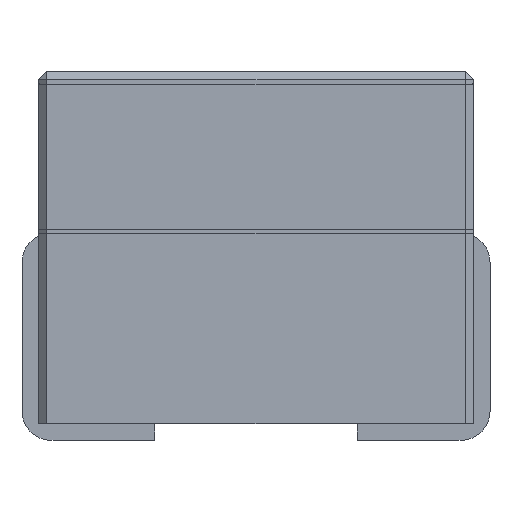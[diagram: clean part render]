
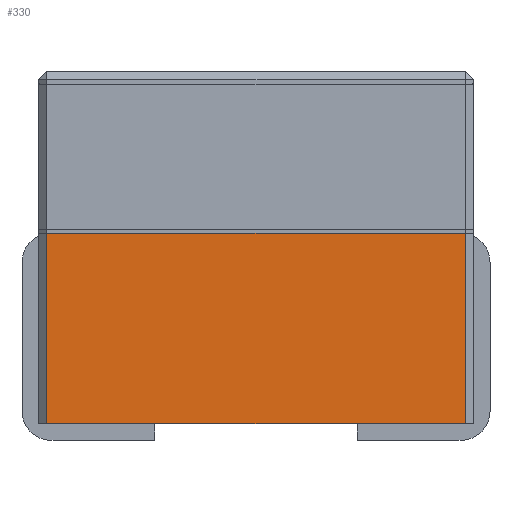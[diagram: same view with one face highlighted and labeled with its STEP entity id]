
A CAD part, front view. The second image highlights one B-rep face of the part: STEP entity #330.
In plain terms, the highlighted planar face has unit normal (0, -1, 0).
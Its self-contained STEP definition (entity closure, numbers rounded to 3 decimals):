
#330 = ADVANCED_FACE( '', ( #689 ), #690, .T. );
#689 = FACE_OUTER_BOUND( '', #1076, .T. );
#690 = PLANE( '', #1077 );
#1076 = EDGE_LOOP( '', ( #1533, #1534, #1535, #1536 ) );
#1077 = AXIS2_PLACEMENT_3D( '', #1537, #1538, #1539 );
#1533 = ORIENTED_EDGE( '', *, *, #2957, .T. );
#1534 = ORIENTED_EDGE( '', *, *, #2958, .T. );
#1535 = ORIENTED_EDGE( '', *, *, #2955, .F. );
#1536 = ORIENTED_EDGE( '', *, *, #2959, .T. );
#1537 = CARTESIAN_POINT( '', ( -5.25, -5.5, -4.6 ) );
#1538 = DIRECTION( '', ( 0., -1., 0. ) );
#1539 = DIRECTION( '', ( 0., 0., -1. ) );
#2955 = EDGE_CURVE( '', #3419, #3421, #3422, .T. );
#2957 = EDGE_CURVE( '', #3424, #3425, #3426, .T. );
#2958 = EDGE_CURVE( '', #3425, #3421, #3427, .T. );
#2959 = EDGE_CURVE( '', #3419, #3424, #3428, .T. );
#3419 = VERTEX_POINT( '', #4021 );
#3421 = VERTEX_POINT( '', #4024 );
#3422 = LINE( '', #4025, #4026 );
#3424 = VERTEX_POINT( '', #4029 );
#3425 = VERTEX_POINT( '', #4030 );
#3426 = LINE( '', #4031, #4032 );
#3427 = LINE( '', #4033, #4034 );
#3428 = LINE( '', #4035, #4036 );
#4021 = CARTESIAN_POINT( '', ( -5.05, -5.5, 0. ) );
#4024 = CARTESIAN_POINT( '', ( 5.05, -5.5, 0. ) );
#4025 = CARTESIAN_POINT( '', ( -5.25, -5.5, 0. ) );
#4026 = VECTOR( '', #5247, 1000. );
#4029 = CARTESIAN_POINT( '', ( -5.05, -5.5, -4.6 ) );
#4030 = CARTESIAN_POINT( '', ( 5.05, -5.5, -4.6 ) );
#4031 = CARTESIAN_POINT( '', ( -5.25, -5.5, -4.6 ) );
#4032 = VECTOR( '', #5249, 1000. );
#4033 = CARTESIAN_POINT( '', ( 5.05, -5.5, -4.6 ) );
#4034 = VECTOR( '', #5250, 1000. );
#4035 = CARTESIAN_POINT( '', ( -5.05, -5.5, -4.6 ) );
#4036 = VECTOR( '', #5251, 1000. );
#5247 = DIRECTION( '', ( 1., 0., 0. ) );
#5249 = DIRECTION( '', ( 1., 0., 0. ) );
#5250 = DIRECTION( '', ( 0., 0., 1. ) );
#5251 = DIRECTION( '', ( 0., 0., -1. ) );
